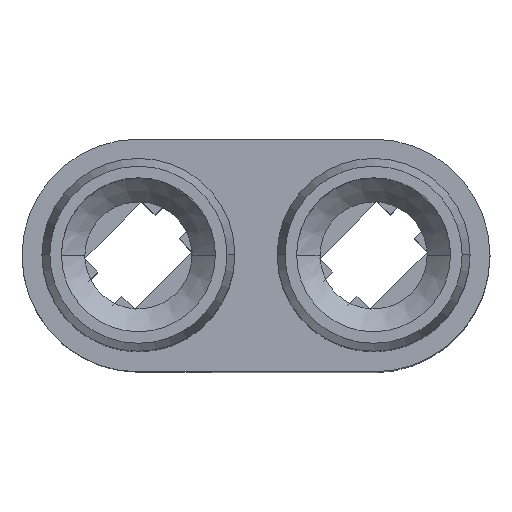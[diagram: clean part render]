
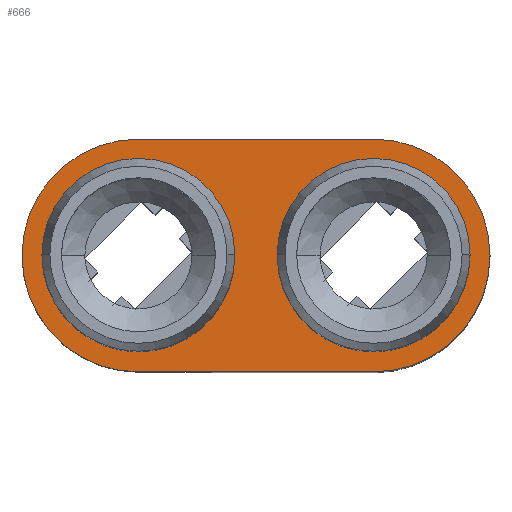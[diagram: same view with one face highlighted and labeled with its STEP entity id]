
A CAD part, top view. The second image highlights one B-rep face of the part: STEP entity #666.
In plain terms, the highlighted planar face has unit normal (0, 0, 1).
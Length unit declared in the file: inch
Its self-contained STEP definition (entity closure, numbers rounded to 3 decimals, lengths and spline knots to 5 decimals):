
#108 = VERTEX_POINT ( 'NONE', #1554 ) ;
#128 = CARTESIAN_POINT ( 'NONE',  ( -0.182, 0., 0.47 ) ) ;
#138 = CARTESIAN_POINT ( 'NONE',  ( 0.1, -0.099, 0.47 ) ) ;
#215 = EDGE_LOOP ( 'NONE', ( #928, #1139, #1964, #2482, #1895 ) ) ;
#221 = ORIENTED_EDGE ( 'NONE', *, *, #870, .F. ) ;
#238 = CIRCLE ( 'NONE', #616, 0.099 ) ;
#259 = EDGE_CURVE ( 'NONE', #2766, #1233, #2421, .T. ) ;
#268 = FACE_BOUND ( 'NONE', #2553, .T. ) ;
#286 = CARTESIAN_POINT ( 'NONE',  ( 0.1, 0., 0.47 ) ) ;
#390 = EDGE_CURVE ( 'NONE', #552, #108, #1219, .T. ) ;
#425 = VERTEX_POINT ( 'NONE', #789 ) ;
#430 = CARTESIAN_POINT ( 'NONE',  ( 0.182, 0., 0.47 ) ) ;
#462 = VERTEX_POINT ( 'NONE', #584 ) ;
#528 = DIRECTION ( 'NONE',  ( -1., 0., 0. ) ) ;
#552 = VERTEX_POINT ( 'NONE', #1569 ) ;
#554 = DIRECTION ( 'NONE',  ( 1., 0., 0. ) ) ;
#558 = VERTEX_POINT ( 'NONE', #430 ) ;
#579 = VERTEX_POINT ( 'NONE', #1355 ) ;
#584 = CARTESIAN_POINT ( 'NONE',  ( 0.1, -0.099, 0.47 ) ) ;
#586 = CARTESIAN_POINT ( 'NONE',  ( 0.1, 0., 0.47 ) ) ;
#594 = DIRECTION ( 'NONE',  ( -1., 0., 0. ) ) ;
#600 = AXIS2_PLACEMENT_3D ( 'NONE', #1775, #1824, #2923 ) ;
#606 = DIRECTION ( 'NONE',  ( 0., 0., 1. ) ) ;
#611 = DIRECTION ( 'NONE',  ( -1., 0., 0. ) ) ;
#616 = AXIS2_PLACEMENT_3D ( 'NONE', #2616, #606, #1044 ) ;
#619 = EDGE_CURVE ( 'NONE', #108, #708, #1117, .T. ) ;
#645 = EDGE_CURVE ( 'NONE', #579, #558, #836, .T. ) ;
#666 = ADVANCED_FACE ( 'NONE', ( #268, #1399, #1432 ), #2542, .F. ) ;
#708 = VERTEX_POINT ( 'NONE', #2793 ) ;
#741 = DIRECTION ( 'NONE',  ( 0., 0., -1. ) ) ;
#761 = DIRECTION ( 'NONE',  ( -1., 0., 0. ) ) ;
#789 = CARTESIAN_POINT ( 'NONE',  ( 0.1, 0.099, 0.47 ) ) ;
#793 = ORIENTED_EDGE ( 'NONE', *, *, #1717, .F. ) ;
#836 = CIRCLE ( 'NONE', #2797, 0.082 ) ;
#870 = EDGE_CURVE ( 'NONE', #1233, #2766, #2899, .T. ) ;
#919 = ORIENTED_EDGE ( 'NONE', *, *, #259, .F. ) ;
#928 = ORIENTED_EDGE ( 'NONE', *, *, #390, .T. ) ;
#999 = EDGE_LOOP ( 'NONE', ( #2884, #793 ) ) ;
#1044 = DIRECTION ( 'NONE',  ( -1., 0., 0. ) ) ;
#1117 = CIRCLE ( 'NONE', #600, 0.099 ) ;
#1139 = ORIENTED_EDGE ( 'NONE', *, *, #619, .T. ) ;
#1162 = CARTESIAN_POINT ( 'NONE',  ( -0.1, 0.099, 0.47 ) ) ;
#1219 = CIRCLE ( 'NONE', #2223, 0.099 ) ;
#1233 = VERTEX_POINT ( 'NONE', #128 ) ;
#1263 = VECTOR ( 'NONE', #1421, 39.37008 ) ;
#1355 = CARTESIAN_POINT ( 'NONE',  ( 0.018, 0., 0.47 ) ) ;
#1399 = FACE_BOUND ( 'NONE', #999, .T. ) ;
#1421 = DIRECTION ( 'NONE',  ( -1., 0., 0. ) ) ;
#1432 = FACE_OUTER_BOUND ( 'NONE', #215, .T. ) ;
#1461 = LINE ( 'NONE', #138, #2194 ) ;
#1495 = DIRECTION ( 'NONE',  ( 0., 0., 1. ) ) ;
#1554 = CARTESIAN_POINT ( 'NONE',  ( -0.199, 0., 0.47 ) ) ;
#1569 = CARTESIAN_POINT ( 'NONE',  ( -0.1, 0.099, 0.47 ) ) ;
#1628 = DIRECTION ( 'NONE',  ( 0., 0., 1. ) ) ;
#1644 = CARTESIAN_POINT ( 'NONE',  ( -0.1, 0., 0.47 ) ) ;
#1717 = EDGE_CURVE ( 'NONE', #558, #579, #2816, .T. ) ;
#1728 = CARTESIAN_POINT ( 'NONE',  ( -0.1, 0., 0.47 ) ) ;
#1756 = AXIS2_PLACEMENT_3D ( 'NONE', #1728, #2641, #594 ) ;
#1775 = CARTESIAN_POINT ( 'NONE',  ( -0.1, 0., 0.47 ) ) ;
#1824 = DIRECTION ( 'NONE',  ( 0., 0., 1. ) ) ;
#1841 = CARTESIAN_POINT ( 'NONE',  ( -0.1, 0., 0.47 ) ) ;
#1864 = EDGE_CURVE ( 'NONE', #425, #552, #2558, .T. ) ;
#1895 = ORIENTED_EDGE ( 'NONE', *, *, #1864, .T. ) ;
#1897 = CARTESIAN_POINT ( 'NONE',  ( -0.1, 0., 0.47 ) ) ;
#1964 = ORIENTED_EDGE ( 'NONE', *, *, #2003, .T. ) ;
#2003 = EDGE_CURVE ( 'NONE', #708, #462, #1461, .T. ) ;
#2031 = AXIS2_PLACEMENT_3D ( 'NONE', #1644, #741, #2746 ) ;
#2069 = CARTESIAN_POINT ( 'NONE',  ( -0.018, 0., 0.47 ) ) ;
#2080 = EDGE_CURVE ( 'NONE', #462, #425, #238, .T. ) ;
#2123 = DIRECTION ( 'NONE',  ( 0., 0., 1. ) ) ;
#2194 = VECTOR ( 'NONE', #554, 39.37008 ) ;
#2198 = AXIS2_PLACEMENT_3D ( 'NONE', #586, #1495, #611 ) ;
#2223 = AXIS2_PLACEMENT_3D ( 'NONE', #1897, #2811, #761 ) ;
#2314 = DIRECTION ( 'NONE',  ( -1., 0., 0. ) ) ;
#2421 = CIRCLE ( 'NONE', #2473, 0.082 ) ;
#2473 = AXIS2_PLACEMENT_3D ( 'NONE', #1841, #2123, #528 ) ;
#2482 = ORIENTED_EDGE ( 'NONE', *, *, #2080, .T. ) ;
#2542 = PLANE ( 'NONE',  #2031 ) ;
#2553 = EDGE_LOOP ( 'NONE', ( #221, #919 ) ) ;
#2558 = LINE ( 'NONE', #1162, #1263 ) ;
#2616 = CARTESIAN_POINT ( 'NONE',  ( 0.1, 0., 0.47 ) ) ;
#2641 = DIRECTION ( 'NONE',  ( 0., 0., 1. ) ) ;
#2746 = DIRECTION ( 'NONE',  ( -1., 0., 0. ) ) ;
#2766 = VERTEX_POINT ( 'NONE', #2069 ) ;
#2793 = CARTESIAN_POINT ( 'NONE',  ( -0.1, -0.099, 0.47 ) ) ;
#2797 = AXIS2_PLACEMENT_3D ( 'NONE', #286, #1628, #2314 ) ;
#2811 = DIRECTION ( 'NONE',  ( 0., 0., 1. ) ) ;
#2816 = CIRCLE ( 'NONE', #2198, 0.082 ) ;
#2884 = ORIENTED_EDGE ( 'NONE', *, *, #645, .F. ) ;
#2899 = CIRCLE ( 'NONE', #1756, 0.082 ) ;
#2923 = DIRECTION ( 'NONE',  ( -1., 0., 0. ) ) ;
